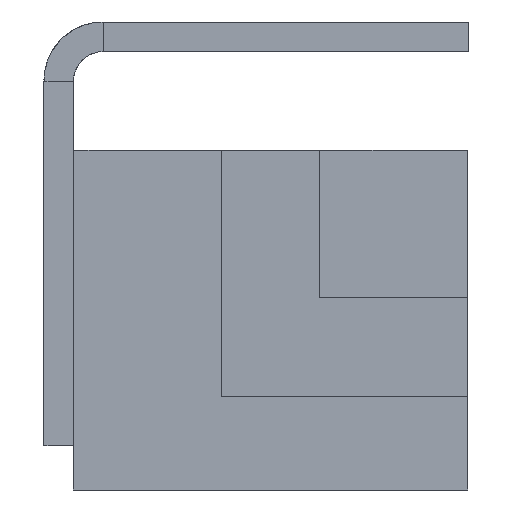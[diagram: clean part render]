
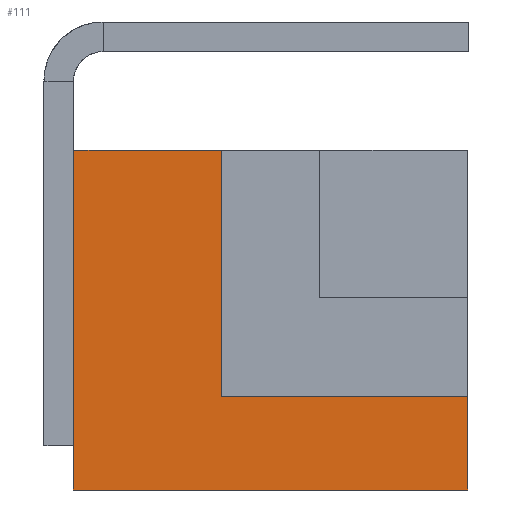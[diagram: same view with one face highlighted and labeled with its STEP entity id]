
A CAD part, left-side view. The second image highlights one B-rep face of the part: STEP entity #111.
In plain terms, the highlighted planar face has unit normal (-1, 0, 0).
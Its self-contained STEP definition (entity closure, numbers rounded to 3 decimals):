
#111=ADVANCED_FACE('',(#3319),#3321,.F.);
#3319=FACE_BOUND('',#3320,.T.);
#3320=EDGE_LOOP('',(#8090,#8091,#8092,#8093,#8094,#8095,#8096,#8097));
#3321=PLANE('',#3322);
#3322=AXIS2_PLACEMENT_3D('',#3323,#3324,#3325);
#3323=CARTESIAN_POINT('',(-5.,2.,3.45));
#3324=DIRECTION('',(1.,0.,-0.));
#3325=DIRECTION('',(0.,0.,1.));
#8090=ORIENTED_EDGE('',*,*,#9988,.F.);
#8091=ORIENTED_EDGE('',*,*,#10001,.F.);
#8092=ORIENTED_EDGE('',*,*,#10002,.F.);
#8093=ORIENTED_EDGE('',*,*,#10003,.F.);
#8094=ORIENTED_EDGE('',*,*,#10004,.T.);
#8095=ORIENTED_EDGE('',*,*,#10005,.F.);
#8096=ORIENTED_EDGE('',*,*,#10006,.T.);
#8097=ORIENTED_EDGE('',*,*,#10007,.T.);
#9988=EDGE_CURVE('',#10971,#10973,#10974,.T.);
#10001=EDGE_CURVE('',#10996,#10971,#10997,.T.);
#10002=EDGE_CURVE('',#10998,#10996,#10999,.T.);
#10003=EDGE_CURVE('',#11000,#10998,#11001,.T.);
#10004=EDGE_CURVE('',#11000,#11002,#11003,.T.);
#10005=EDGE_CURVE('',#11004,#11002,#11005,.T.);
#10006=EDGE_CURVE('',#11004,#11006,#11007,.T.);
#10007=EDGE_CURVE('',#11006,#10973,#11008,.T.);
#10971=VERTEX_POINT('',#12609);
#10973=VERTEX_POINT('',#12613);
#10974=LINE('',#12614,#12615);
#10996=VERTEX_POINT('',#12662);
#10997=LINE('',#12663,#12664);
#10998=VERTEX_POINT('',#12666);
#10999=LINE('',#12667,#12668);
#11000=VERTEX_POINT('',#12670);
#11001=LINE('',#12671,#12672);
#11002=VERTEX_POINT('',#12674);
#11003=LINE('',#12675,#12676);
#11004=VERTEX_POINT('',#12678);
#11005=LINE('',#12679,#12680);
#11006=VERTEX_POINT('',#12682);
#11007=LINE('',#12683,#12684);
#11008=LINE('',#12686,#12687);
#12609=CARTESIAN_POINT('',(-5.,-2.,0.95));
#12613=CARTESIAN_POINT('',(-5.,-2.,0.));
#12614=CARTESIAN_POINT('',(-5.,-2.,0.95));
#12615=VECTOR('',#12616,1.);
#12616=DIRECTION('',(0.,0.,-1.));
#12662=CARTESIAN_POINT('',(-5.,0.5,0.95));
#12663=CARTESIAN_POINT('',(-5.,0.5,0.95));
#12664=VECTOR('',#12665,1.);
#12665=DIRECTION('',(0.,-1.,0.));
#12666=CARTESIAN_POINT('',(-5.,0.5,3.449));
#12667=CARTESIAN_POINT('',(-5.,0.5,3.449));
#12668=VECTOR('',#12669,1.);
#12669=DIRECTION('',(0.,0.,-1.));
#12670=CARTESIAN_POINT('',(-5.,1.79,3.449));
#12671=CARTESIAN_POINT('',(-5.,1.79,3.449));
#12672=VECTOR('',#12673,1.);
#12673=DIRECTION('',(0.,-1.,0.));
#12674=CARTESIAN_POINT('',(-5.,1.79,3.45));
#12675=CARTESIAN_POINT('',(-5.,1.79,3.449));
#12676=VECTOR('',#12677,1.);
#12677=DIRECTION('',(0.,0.,1.));
#12678=CARTESIAN_POINT('',(-5.,2.,3.45));
#12679=CARTESIAN_POINT('',(-5.,2.,3.45));
#12680=VECTOR('',#12681,1.);
#12681=DIRECTION('',(0.,-1.,0.));
#12682=CARTESIAN_POINT('',(-5.,2.,0.));
#12683=CARTESIAN_POINT('',(-5.,2.,3.45));
#12684=VECTOR('',#12685,1.);
#12685=DIRECTION('',(0.,0.,-1.));
#12686=CARTESIAN_POINT('',(-5.,2.,0.));
#12687=VECTOR('',#12688,1.);
#12688=DIRECTION('',(0.,-1.,0.));
